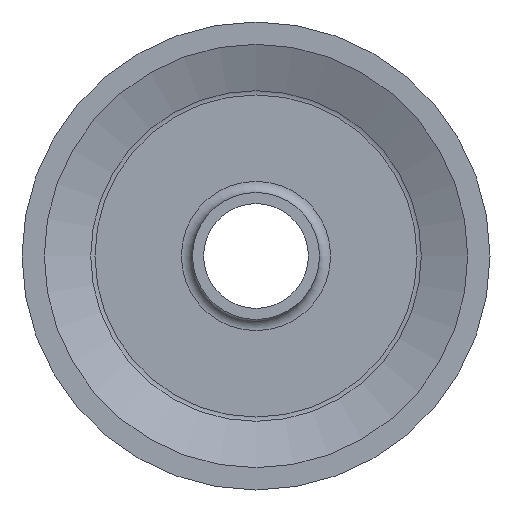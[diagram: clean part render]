
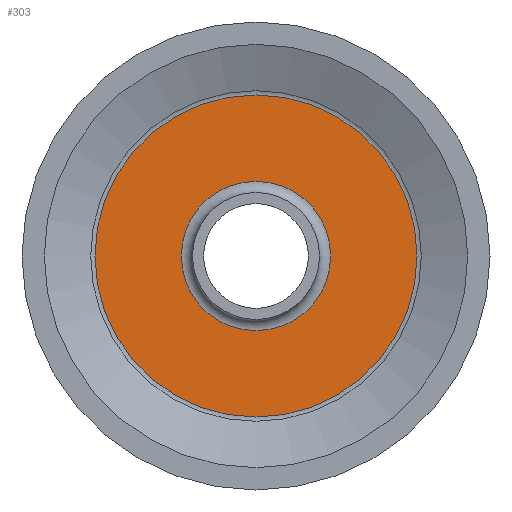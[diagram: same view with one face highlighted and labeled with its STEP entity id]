
A CAD part, left-side view. The second image highlights one B-rep face of the part: STEP entity #303.
In plain terms, the highlighted planar face has unit normal (-1, 0, 0).
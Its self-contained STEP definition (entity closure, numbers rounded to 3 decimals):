
#9 = ORIENTED_EDGE ( 'NONE', *, *, #261, .F. ) ;
#21 = EDGE_CURVE ( 'NONE', #287, #287, #191, .T. ) ;
#26 = CARTESIAN_POINT ( 'NONE',  ( -4., 0., 0. ) ) ;
#47 = CARTESIAN_POINT ( 'NONE',  ( -4., 72.278, 0. ) ) ;
#53 = FACE_OUTER_BOUND ( 'NONE', #322, .T. ) ;
#57 = EDGE_LOOP ( 'NONE', ( #9 ) ) ;
#105 = DIRECTION ( 'NONE',  ( 0., 0., 1. ) ) ;
#140 = DIRECTION ( 'NONE',  ( 0., 0., -1. ) ) ;
#153 = CIRCLE ( 'NONE', #366, 33.5 ) ;
#191 = CIRCLE ( 'NONE', #266, 72.278 ) ;
#216 = PLANE ( 'NONE',  #295 ) ;
#231 = CARTESIAN_POINT ( 'NONE',  ( -4., 0., 0. ) ) ;
#260 = VERTEX_POINT ( 'NONE', #463 ) ;
#261 = EDGE_CURVE ( 'NONE', #260, #260, #153, .T. ) ;
#266 = AXIS2_PLACEMENT_3D ( 'NONE', #26, #370, #105 ) ;
#287 = VERTEX_POINT ( 'NONE', #418 ) ;
#295 = AXIS2_PLACEMENT_3D ( 'NONE', #47, #439, #140 ) ;
#303 = ADVANCED_FACE ( 'NONE', ( #354, #53 ), #216, .F. ) ;
#311 = ORIENTED_EDGE ( 'NONE', *, *, #21, .T. ) ;
#322 = EDGE_LOOP ( 'NONE', ( #311 ) ) ;
#351 = DIRECTION ( 'NONE',  ( 0., 0., 1. ) ) ;
#354 = FACE_BOUND ( 'NONE', #57, .T. ) ;
#366 = AXIS2_PLACEMENT_3D ( 'NONE', #231, #447, #351 ) ;
#370 = DIRECTION ( 'NONE',  ( -1., 0., 0. ) ) ;
#418 = CARTESIAN_POINT ( 'NONE',  ( -4., 0., 72.278 ) ) ;
#439 = DIRECTION ( 'NONE',  ( 1., 0., 0. ) ) ;
#447 = DIRECTION ( 'NONE',  ( -1., 0., 0. ) ) ;
#463 = CARTESIAN_POINT ( 'NONE',  ( -4., 0., 33.5 ) ) ;
